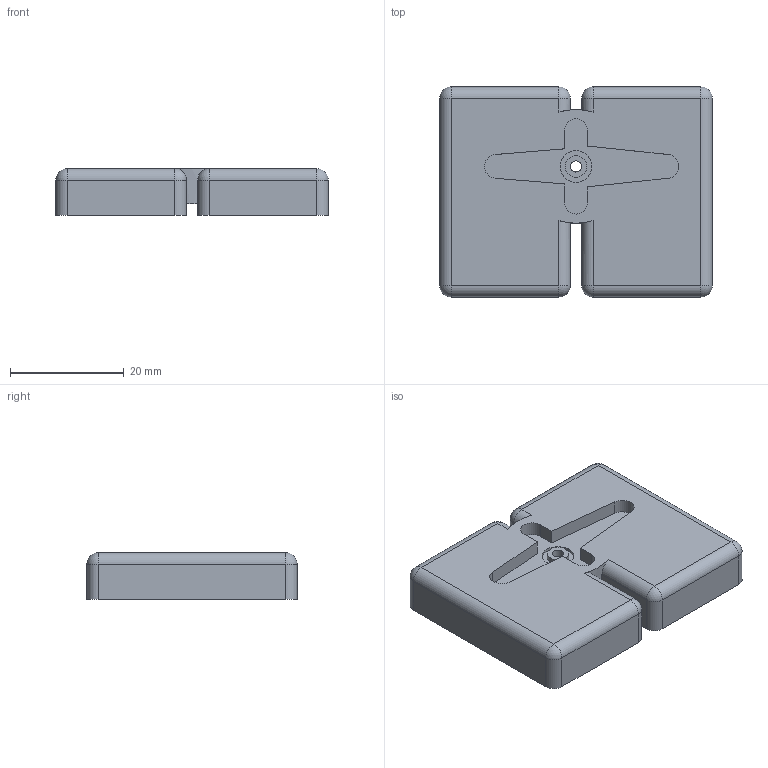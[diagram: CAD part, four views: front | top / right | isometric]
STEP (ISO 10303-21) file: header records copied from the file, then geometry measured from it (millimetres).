
FILE_DESCRIPTION(/* description */ (''),/* implementation_level */ '2;1');
FILE_NAME(/* name */ 'feet_sg90 v11.step',/* time_stamp */ '2021-12-04T23:55:41+09:00',/* author */ (''),/* organization */ (''),/* preprocessor_version */ 'ST-DEVELOPER v18.1',/* originating_system */ 'Autodesk Translation Framework v10.10.0.1391',/* authorisation */ '');
FILE_SCHEMA (('AUTOMOTIVE_DESIGN { 1 0 10303 214 3 1 1 }'));
Length unit declared in the file: millimetre
Products named in the file (1): feet_sg90
Bounding box: 48 x 37 x 8.2 mm (x, y, z)
Volume: 13386.4 mm3; surface area: 5274.7 mm2
Topology: 1 solids, 1 shells, 63 faces, 150 edges, 92 vertices
Faces by surface type: cylinder 28, plane 27, sphere 8
Full cylindrical faces by diameter (mm): 2 x1, 3.8 x1, 5 x1, 5.6 x1
Entity records: 1862 total; most frequent: CARTESIAN_POINT 342, DIRECTION 330, ORIENTED_EDGE 300, EDGE_CURVE 150, AXIS2_PLACEMENT_3D 120, VERTEX_POINT 92, LINE 90, VECTOR 90
